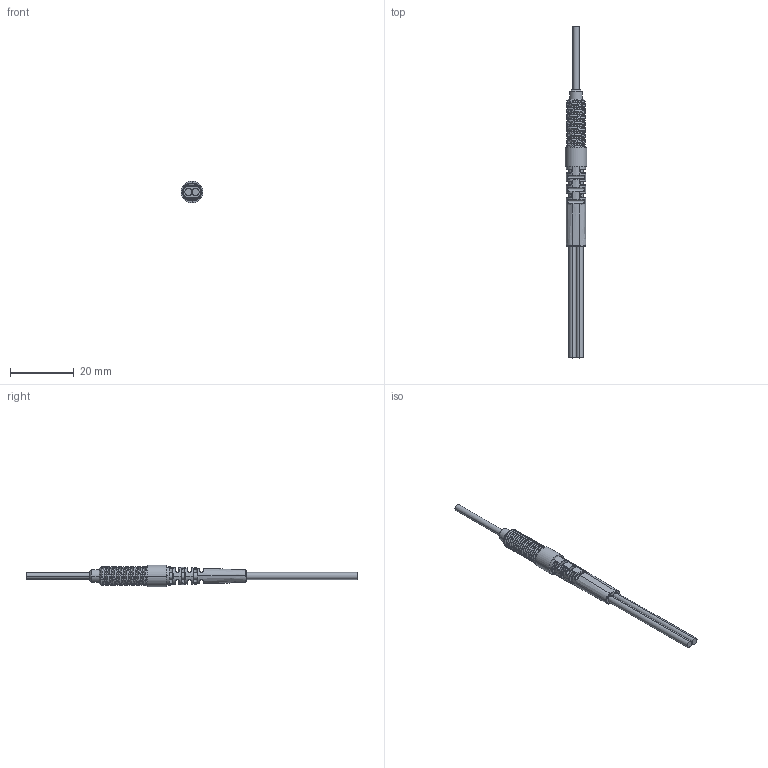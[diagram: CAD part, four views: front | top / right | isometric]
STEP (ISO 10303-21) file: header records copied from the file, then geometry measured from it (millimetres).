
FILE_DESCRIPTION((''),'2;1');
FILE_NAME('PRC6Y10SG_ASM','2022-08-20T14:50:00',('Administrator'),(''),'CREO PARAMETRIC BY PTC INC, 2021023','CREO PARAMETRIC BY PTC INC, 2021023','');
FILE_SCHEMA(('AUTOMOTIVE_DESIGN { 1 0 10303 214 1 1 1 1 }'));
Length unit declared in the file: millimetre
Products named in the file (3): PRC6Y10SG; PRM6_; PRC6Y10SG_ASM
Assembly tree (2 placements, depth 2):
  PRC6Y10SG_ASM
    PRC6Y10SG
    PRM6_
Bounding box: 6.8 x 104 x 6.8 mm (x, y, z)
Volume: 1529.4 mm3; surface area: 2511.8 mm2
Topology: 2 solids, 2 shells, 350 faces, 861 edges, 539 vertices
Faces by surface type: bspline 143, cylinder 100, plane 55, extrusion 46, cone 6
Entity records: 24448 total; most frequent: CARTESIAN_POINT 14915, ORIENTED_EDGE 1722, DIRECTION 980, EDGE_CURVE 861, PRESENTATION_STYLE_ASSIGNMENT 667, STYLED_ITEM 667, CURVE_STYLE 576, VERTEX_POINT 539
